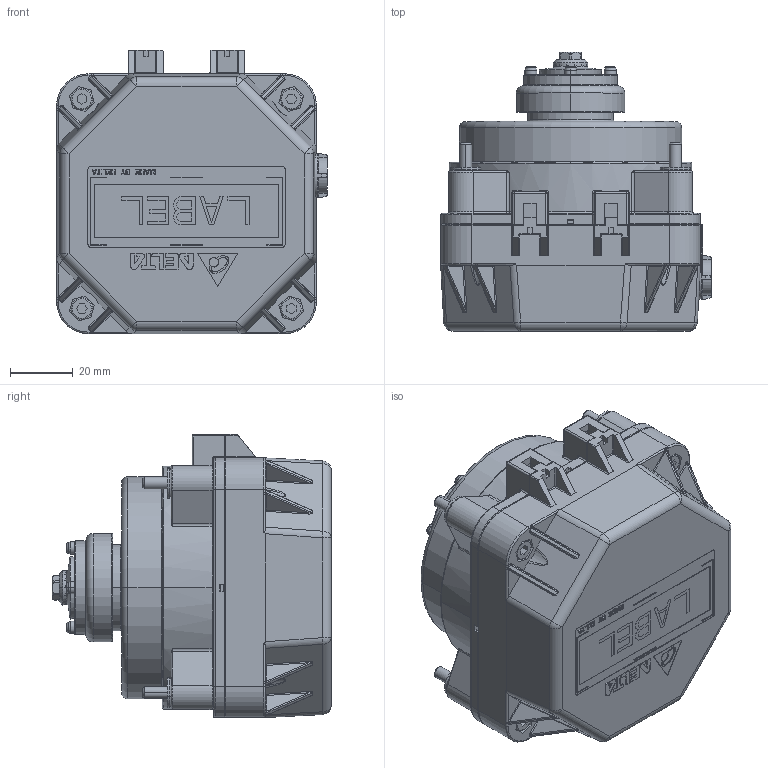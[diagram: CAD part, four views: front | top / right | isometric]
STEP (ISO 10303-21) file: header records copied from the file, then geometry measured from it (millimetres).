
FILE_DESCRIPTION((''),'2;1');
FILE_NAME('DELTA_EST_MOTOR_MR83AXPE','2018-04-13T',('HARVEY.WU'),(''),'PRO/ENGINEER BY PARAMETRIC TECHNOLOGY CORPORATION, 2008150','PRO/ENGINEER BY PARAMETRIC TECHNOLOGY CORPORATION, 2008150','');
FILE_SCHEMA(('CONFIG_CONTROL_DESIGN'));
Products named in the file (1): DELTA_EST_MOTOR_MR83AXPE
Bounding box: 86.49 x 89.4 x 90.5 mm (x, y, z)
Surface area: 56632.8 mm2 (no closed solid volume)
Topology: 0 solids, 21 shells, 2135 faces, 5594 edges, 3547 vertices
Faces by surface type: plane 1143, cylinder 574, torus 208, bspline 116, cone 48, sphere 34, extrusion 12
Entity records: 73579 total; most frequent: CARTESIAN_POINT 21567, ORIENTED_EDGE 11156, DIRECTION 10529, EDGE_CURVE 5578, AXIS2_PLACEMENT_3D 3621, VERTEX_POINT 3539, VECTOR 3287, LINE 3275
